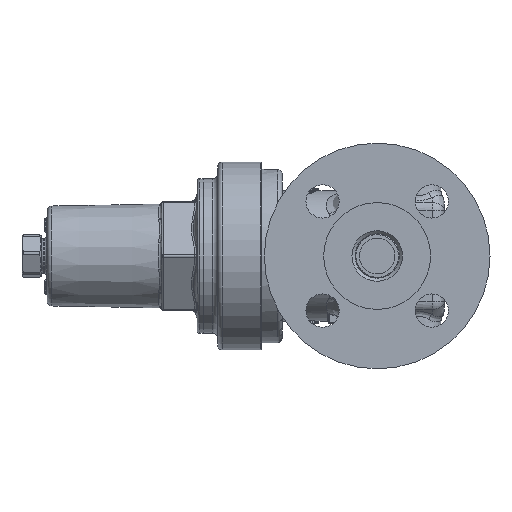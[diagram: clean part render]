
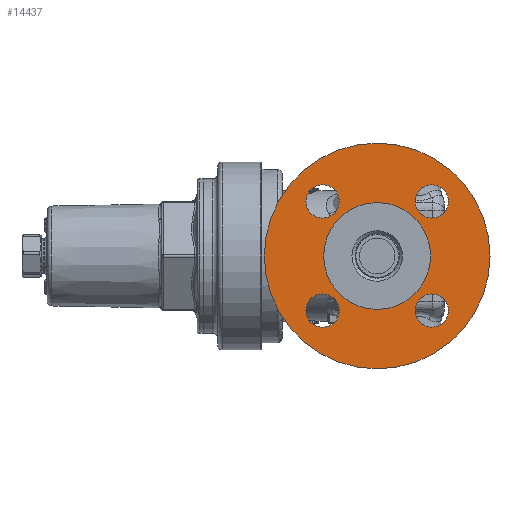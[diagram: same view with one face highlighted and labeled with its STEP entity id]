
A CAD part, left-side view. The second image highlights one B-rep face of the part: STEP entity #14437.
In plain terms, the highlighted planar face has unit normal (-1, 0, 0).
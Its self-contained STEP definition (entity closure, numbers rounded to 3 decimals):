
#1905=FACE_BOUND('',#4832,.T.);
#1906=FACE_BOUND('',#4833,.T.);
#1907=FACE_BOUND('',#4834,.T.);
#1908=FACE_BOUND('',#4835,.T.);
#1909=FACE_BOUND('',#4836,.T.);
#2110=PLANE('',#15566);
#3906=FACE_OUTER_BOUND('',#4831,.T.);
#4831=EDGE_LOOP('',(#13466));
#4832=EDGE_LOOP('',(#13467));
#4833=EDGE_LOOP('',(#13468));
#4834=EDGE_LOOP('',(#13469));
#4835=EDGE_LOOP('',(#13470));
#4836=EDGE_LOOP('',(#13471));
#4949=CIRCLE('',#14633,47.5);
#4950=CIRCLE('',#14635,7.);
#4952=CIRCLE('',#14638,7.);
#4954=CIRCLE('',#14641,7.);
#4956=CIRCLE('',#14644,7.);
#5410=CIRCLE('',#15567,22.5);
#5525=VERTEX_POINT('',#18647);
#5526=VERTEX_POINT('',#18651);
#5528=VERTEX_POINT('',#18657);
#5530=VERTEX_POINT('',#18663);
#5532=VERTEX_POINT('',#18669);
#6806=VERTEX_POINT('',#42939);
#6981=EDGE_CURVE('',#5525,#5525,#4949,.T.);
#6982=EDGE_CURVE('',#5526,#5526,#4950,.T.);
#6985=EDGE_CURVE('',#5528,#5528,#4952,.T.);
#6988=EDGE_CURVE('',#5530,#5530,#4954,.T.);
#6991=EDGE_CURVE('',#5532,#5532,#4956,.T.);
#9035=EDGE_CURVE('',#6806,#6806,#5410,.T.);
#13466=ORIENTED_EDGE('',*,*,#6981,.F.);
#13467=ORIENTED_EDGE('',*,*,#6991,.T.);
#13468=ORIENTED_EDGE('',*,*,#6988,.T.);
#13469=ORIENTED_EDGE('',*,*,#6985,.T.);
#13470=ORIENTED_EDGE('',*,*,#6982,.T.);
#13471=ORIENTED_EDGE('',*,*,#9035,.T.);
#14437=ADVANCED_FACE('',(#3906,#1905,#1906,#1907,#1908,#1909),#2110,.T.);
#14633=AXIS2_PLACEMENT_3D('',#18649,#15962,#15963);
#14635=AXIS2_PLACEMENT_3D('',#18652,#15966,#15967);
#14638=AXIS2_PLACEMENT_3D('',#18658,#15973,#15974);
#14641=AXIS2_PLACEMENT_3D('',#18664,#15980,#15981);
#14644=AXIS2_PLACEMENT_3D('',#18670,#15987,#15988);
#15566=AXIS2_PLACEMENT_3D('',#42938,#18202,#18203);
#15567=AXIS2_PLACEMENT_3D('',#42940,#18204,#18205);
#15962=DIRECTION('center_axis',(1.,0.,0.));
#15963=DIRECTION('ref_axis',(0.,1.,0.));
#15966=DIRECTION('center_axis',(1.,0.,0.));
#15967=DIRECTION('ref_axis',(0.,0.,
-1.));
#15973=DIRECTION('center_axis',(1.,0.,0.));
#15974=DIRECTION('ref_axis',(0.,1.,0.));
#15980=DIRECTION('center_axis',(1.,0.,0.));
#15981=DIRECTION('ref_axis',(0.,0.,
1.));
#15987=DIRECTION('center_axis',(1.,0.,0.));
#15988=DIRECTION('ref_axis',(0.,-1.,0.));
#18202=DIRECTION('center_axis',(-1.,0.,0.));
#18203=DIRECTION('ref_axis',(0.,0.,
1.));
#18204=DIRECTION('center_axis',(1.,0.,0.));
#18205=DIRECTION('ref_axis',(0.,1.,0.));
#18647=CARTESIAN_POINT('',(-63.,-47.5,0.));
#18649=CARTESIAN_POINT('Origin',(-63.,0.,0.));
#18651=CARTESIAN_POINT('',(-63.,22.981,29.981));
#18652=CARTESIAN_POINT('Origin',(-63.,22.981,22.981));
#18657=CARTESIAN_POINT('',(-63.,-29.981,22.981));
#18658=CARTESIAN_POINT('Origin',(-63.,-22.981,22.981));
#18663=CARTESIAN_POINT('',(-63.,-22.981,-29.981));
#18664=CARTESIAN_POINT('Origin',(-63.,-22.981,-22.981));
#18669=CARTESIAN_POINT('',(-63.,29.981,-22.981));
#18670=CARTESIAN_POINT('Origin',(-63.,22.981,-22.981));
#42938=CARTESIAN_POINT('Origin',(-63.,35.,0.));
#42939=CARTESIAN_POINT('',(-63.,-22.5,0.));
#42940=CARTESIAN_POINT('Origin',(-63.,0.,0.));
